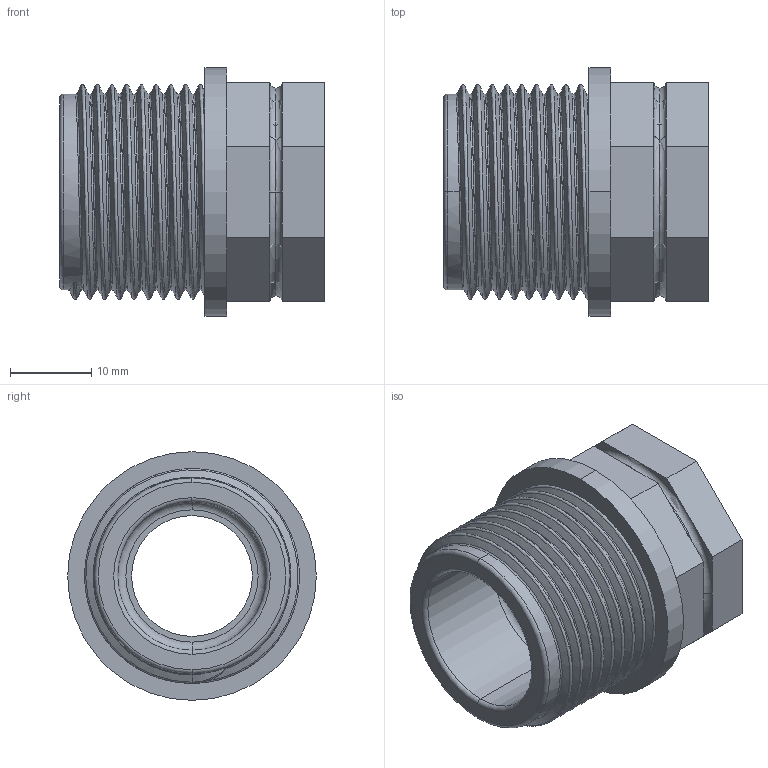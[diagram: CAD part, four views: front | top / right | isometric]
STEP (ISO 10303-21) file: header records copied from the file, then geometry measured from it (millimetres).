
FILE_DESCRIPTION (( 'STEP AP203' ), '1' );
FILE_NAME ('00234_0503.STEP', '2017-05-17T13:53:05', ( '' ), ( '' ), 'SwSTEP 2.0', 'SolidWorks 2011', '' );
FILE_SCHEMA (( 'CONFIG_CONTROL_DESIGN' ));
Length unit declared in the file: millimetre
Products named in the file (1): 00234_0503
Bounding box: 32.6 x 30.65 x 30.65 mm (x, y, z)
Volume: 8784.5 mm3; surface area: 7385.8 mm2
Topology: 1 solids, 1 shells, 114 faces, 304 edges, 196 vertices
Faces by surface type: cylinder 43, plane 39, torus 18, bspline 10, cone 4
Entity records: 11771 total; most frequent: CARTESIAN_POINT 9148, ORIENTED_EDGE 608, DIRECTION 464, EDGE_CURVE 304, VERTEX_POINT 196, AXIS2_PLACEMENT_3D 176, EDGE_LOOP 120, FACE_OUTER_BOUND 114
